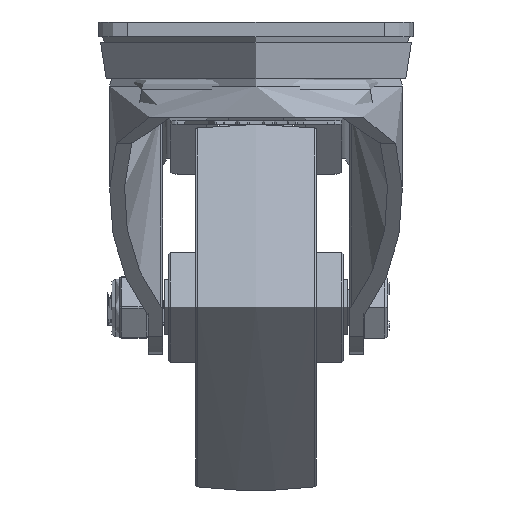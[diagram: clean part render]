
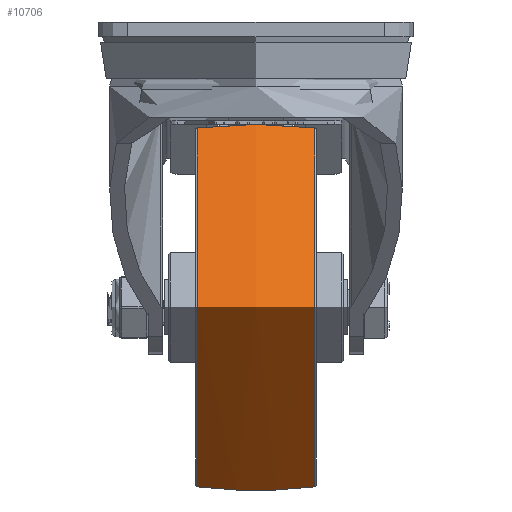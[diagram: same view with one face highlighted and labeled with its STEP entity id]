
A CAD part, left-side view. The second image highlights one B-rep face of the part: STEP entity #10706.
In plain terms, the highlighted free-form (B-spline) face has degree [2, 2] with [3, 9] control points.
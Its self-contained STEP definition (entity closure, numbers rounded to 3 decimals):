
#35=(
BOUNDED_SURFACE()
B_SPLINE_SURFACE(2,2,((#18599,#18600,#18601,#18602,#18603,#18604,#18605,
#18606,#18607),(#18608,#18609,#18610,#18611,#18612,#18613,#18614,#18615,
#18616),(#18617,#18618,#18619,#18620,#18621,#18622,#18623,#18624,#18625)),
 .UNSPECIFIED.,.F.,.T.,.F.)
B_SPLINE_SURFACE_WITH_KNOTS((3,3),(3,2,2,2,3),(-0.118,0.118),
(-3.142,-1.571,0.,1.571,3.142),
 .UNSPECIFIED.)
GEOMETRIC_REPRESENTATION_ITEM()
RATIONAL_B_SPLINE_SURFACE(((1.,0.707,1.,0.707,1.,
0.707,1.,0.707,1.),(0.993,0.702,
0.993,0.702,0.993,0.702,
0.993,0.702,0.993),(1.,0.707,
1.,0.707,1.,0.707,1.,0.707,1.)))
REPRESENTATION_ITEM('')
SURFACE()
);
#1250=FACE_OUTER_BOUND('',#1889,.T.);
#1889=EDGE_LOOP('',(#9118,#9119,#9120,#9121));
#4279=CIRCLE('',#11794,49.053);
#4280=CIRCLE('',#11795,136.625);
#4281=CIRCLE('',#11796,49.053);
#5091=VERTEX_POINT('',#18596);
#5092=VERTEX_POINT('',#18626);
#6475=EDGE_CURVE('',#5091,#5091,#4279,.T.);
#6476=EDGE_CURVE('',#5091,#5092,#4280,.T.);
#6477=EDGE_CURVE('',#5092,#5092,#4281,.T.);
#9118=ORIENTED_EDGE('',*,*,#6475,.F.);
#9119=ORIENTED_EDGE('',*,*,#6476,.T.);
#9120=ORIENTED_EDGE('',*,*,#6477,.T.);
#9121=ORIENTED_EDGE('',*,*,#6476,.F.);
#10706=ADVANCED_FACE('',(#1250),#35,.F.);
#11794=AXIS2_PLACEMENT_3D('',#18598,#14267,#14268);
#11795=AXIS2_PLACEMENT_3D('',#18627,#14269,#14270);
#11796=AXIS2_PLACEMENT_3D('',#18628,#14271,#14272);
#14267=DIRECTION('center_axis',(0.,1.,0.));
#14268=DIRECTION('ref_axis',(0.,0.,1.));
#14269=DIRECTION('center_axis',(-1.,0.,0.));
#14270=DIRECTION('ref_axis',(0.,0.,-1.));
#14271=DIRECTION('center_axis',(0.,1.,0.));
#14272=DIRECTION('ref_axis',(0.,0.,1.));
#18596=CARTESIAN_POINT('',(0.,16.059,-49.053));
#18598=CARTESIAN_POINT('Origin',(0.,16.059,0.));
#18599=CARTESIAN_POINT('Ctrl Pts',(0.,-16.059,-49.053));
#18600=CARTESIAN_POINT('Ctrl Pts',(-49.053,-16.059,-49.053));
#18601=CARTESIAN_POINT('Ctrl Pts',(-49.053,-16.059,0.));
#18602=CARTESIAN_POINT('Ctrl Pts',(-49.053,-16.059,49.053));
#18603=CARTESIAN_POINT('Ctrl Pts',(0.,-16.059,49.053));
#18604=CARTESIAN_POINT('Ctrl Pts',(49.053,-16.059,49.053));
#18605=CARTESIAN_POINT('Ctrl Pts',(49.053,-16.059,0.));
#18606=CARTESIAN_POINT('Ctrl Pts',(49.053,-16.059,-49.053));
#18607=CARTESIAN_POINT('Ctrl Pts',(0.,-16.059,-49.053));
#18608=CARTESIAN_POINT('Ctrl Pts',(0.,0.,-50.954));
#18609=CARTESIAN_POINT('Ctrl Pts',(-50.954,0.,
-50.954));
#18610=CARTESIAN_POINT('Ctrl Pts',(-50.954,0.,
0.));
#18611=CARTESIAN_POINT('Ctrl Pts',(-50.954,0.,
50.954));
#18612=CARTESIAN_POINT('Ctrl Pts',(0.,0.,50.954));
#18613=CARTESIAN_POINT('Ctrl Pts',(50.954,0.,
50.954));
#18614=CARTESIAN_POINT('Ctrl Pts',(50.954,0.,
0.));
#18615=CARTESIAN_POINT('Ctrl Pts',(50.954,0.,
-50.954));
#18616=CARTESIAN_POINT('Ctrl Pts',(0.,0.,-50.954));
#18617=CARTESIAN_POINT('Ctrl Pts',(0.,16.059,-49.053));
#18618=CARTESIAN_POINT('Ctrl Pts',(-49.053,16.059,-49.053));
#18619=CARTESIAN_POINT('Ctrl Pts',(-49.053,16.059,0.));
#18620=CARTESIAN_POINT('Ctrl Pts',(-49.053,16.059,49.053));
#18621=CARTESIAN_POINT('Ctrl Pts',(0.,16.059,49.053));
#18622=CARTESIAN_POINT('Ctrl Pts',(49.053,16.059,49.053));
#18623=CARTESIAN_POINT('Ctrl Pts',(49.053,16.059,0.));
#18624=CARTESIAN_POINT('Ctrl Pts',(49.053,16.059,-49.053));
#18625=CARTESIAN_POINT('Ctrl Pts',(0.,16.059,-49.053));
#18626=CARTESIAN_POINT('',(0.,-16.059,-49.053));
#18627=CARTESIAN_POINT('Origin',(0.,0.,
86.625));
#18628=CARTESIAN_POINT('Origin',(0.,-16.059,0.));
